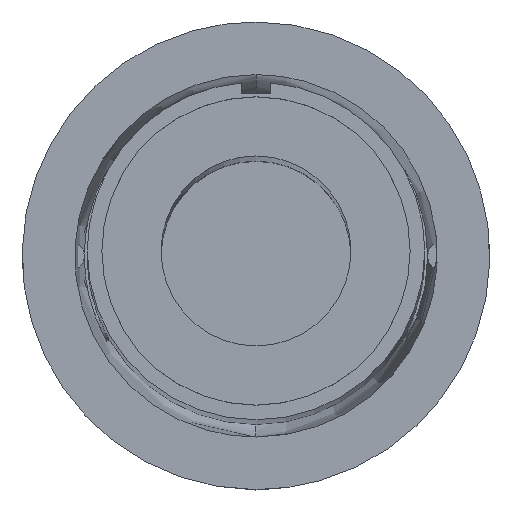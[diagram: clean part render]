
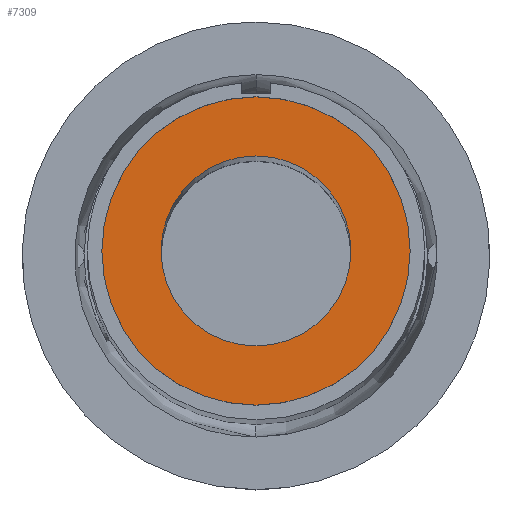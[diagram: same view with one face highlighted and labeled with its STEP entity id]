
A CAD part, top view. The second image highlights one B-rep face of the part: STEP entity #7309.
In plain terms, the highlighted planar face has unit normal (0, 0, 1).
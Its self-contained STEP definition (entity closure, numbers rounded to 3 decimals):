
#52 = EDGE_LOOP ( 'NONE', ( #24021, #9877 ) ) ;
#586 = EDGE_LOOP ( 'NONE', ( #7709, #6393 ) ) ;
#1635 = VERTEX_POINT ( 'NONE', #26176 ) ;
#1963 = VERTEX_POINT ( 'NONE', #22539 ) ;
#2088 = FACE_BOUND ( 'NONE', #586, .T. ) ;
#2671 = CIRCLE ( 'NONE', #18835, 3.25 ) ;
#4569 = DIRECTION ( 'NONE',  ( 0., 0., -1. ) ) ;
#5739 = DIRECTION ( 'NONE',  ( 1., 0., 0. ) ) ;
#6393 = ORIENTED_EDGE ( 'NONE', *, *, #25179, .T. ) ;
#6473 = AXIS2_PLACEMENT_3D ( 'NONE', #13878, #11948, #5739 ) ;
#6754 = CARTESIAN_POINT ( 'NONE',  ( 0., 0., 106. ) ) ;
#7196 = CARTESIAN_POINT ( 'NONE',  ( 3.25, 0., 106. ) ) ;
#7309 = ADVANCED_FACE ( 'NONE', ( #2088, #9050 ), #9734, .T. ) ;
#7709 = ORIENTED_EDGE ( 'NONE', *, *, #8749, .T. ) ;
#8569 = CARTESIAN_POINT ( 'NONE',  ( 0., 0., 106. ) ) ;
#8749 = EDGE_CURVE ( 'NONE', #1963, #12642, #2671, .T. ) ;
#9050 = FACE_OUTER_BOUND ( 'NONE', #52, .T. ) ;
#9734 = PLANE ( 'NONE',  #6473 ) ;
#9877 = ORIENTED_EDGE ( 'NONE', *, *, #21930, .T. ) ;
#11422 = VERTEX_POINT ( 'NONE', #12432 ) ;
#11948 = DIRECTION ( 'NONE',  ( 0., 0., 1. ) ) ;
#12152 = CIRCLE ( 'NONE', #25739, 5.275 ) ;
#12432 = CARTESIAN_POINT ( 'NONE',  ( 5.275, 0., 106. ) ) ;
#12642 = VERTEX_POINT ( 'NONE', #7196 ) ;
#12862 = DIRECTION ( 'NONE',  ( 1., 0., 0. ) ) ;
#12919 = DIRECTION ( 'NONE',  ( 1., 0., 0. ) ) ;
#13097 = CARTESIAN_POINT ( 'NONE',  ( 0., 0., 106. ) ) ;
#13878 = CARTESIAN_POINT ( 'NONE',  ( 0., 0., 106. ) ) ;
#14022 = EDGE_CURVE ( 'NONE', #1635, #11422, #18706, .T. ) ;
#16516 = DIRECTION ( 'NONE',  ( -1., 0., 0. ) ) ;
#17275 = DIRECTION ( 'NONE',  ( -1., 0., 0. ) ) ;
#17480 = AXIS2_PLACEMENT_3D ( 'NONE', #13097, #19061, #12919 ) ;
#18706 = CIRCLE ( 'NONE', #17480, 5.275 ) ;
#18835 = AXIS2_PLACEMENT_3D ( 'NONE', #21113, #21207, #17275 ) ;
#18916 = DIRECTION ( 'NONE',  ( 0., 0., 1. ) ) ;
#19061 = DIRECTION ( 'NONE',  ( 0., 0., 1. ) ) ;
#21113 = CARTESIAN_POINT ( 'NONE',  ( 0., 0., 106. ) ) ;
#21207 = DIRECTION ( 'NONE',  ( 0., 0., -1. ) ) ;
#21930 = EDGE_CURVE ( 'NONE', #11422, #1635, #12152, .T. ) ;
#22539 = CARTESIAN_POINT ( 'NONE',  ( -3.25, 0., 106. ) ) ;
#24021 = ORIENTED_EDGE ( 'NONE', *, *, #14022, .T. ) ;
#25179 = EDGE_CURVE ( 'NONE', #12642, #1963, #26079, .T. ) ;
#25254 = AXIS2_PLACEMENT_3D ( 'NONE', #8569, #4569, #16516 ) ;
#25739 = AXIS2_PLACEMENT_3D ( 'NONE', #6754, #18916, #12862 ) ;
#26079 = CIRCLE ( 'NONE', #25254, 3.25 ) ;
#26176 = CARTESIAN_POINT ( 'NONE',  ( -5.275, 0., 106. ) ) ;
